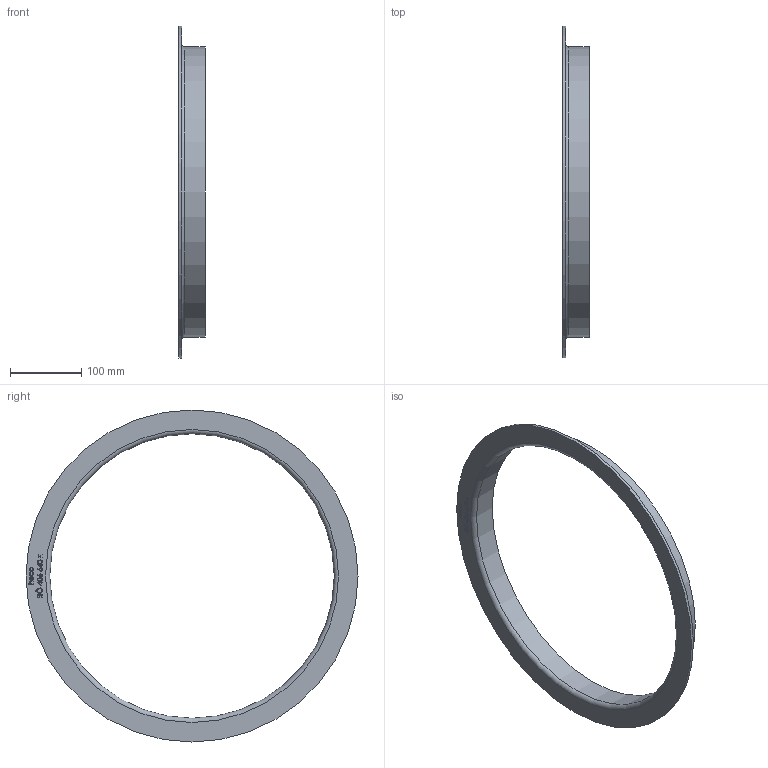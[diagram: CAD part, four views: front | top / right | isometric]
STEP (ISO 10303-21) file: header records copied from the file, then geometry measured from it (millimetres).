
FILE_DESCRIPTION (( 'STEP AP214' ), '1' );
FILE_NAME ('BÖ-406-640-x Vorschweissbördel 2011.STEP', '2020-11-25T12:32:32', ( '' ), ( '' ), 'SwSTEP 2.0', 'SolidWorks 2019', '' );
FILE_SCHEMA (( 'AUTOMOTIVE_DESIGN' ));
Length unit declared in the file: millimetre
Products named in the file (1): BÖ-406-640-x Vorschweissbördel 2011
Bounding box: 37 x 465 x 465 mm (x, y, z)
Volume: 342184 mm3; surface area: 179234.3 mm2
Topology: 1 solids, 1 shells, 211 faces, 536 edges, 357 vertices
Faces by surface type: plane 110, bspline 96, cylinder 3, torus 2
Full cylindrical faces by diameter (mm): 398.4 x1, 406.4 x1, 465 x1
Entity records: 13914 total; most frequent: CARTESIAN_POINT 7338, ORIENTED_EDGE 1060, DIRECTION 578, EDGE_CURVE 530, VERTEX_POINT 356, VECTOR 330, LINE 330, EDGE_LOOP 248
